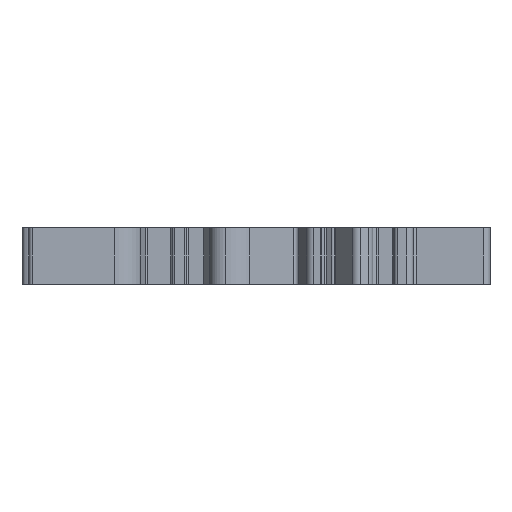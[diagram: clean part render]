
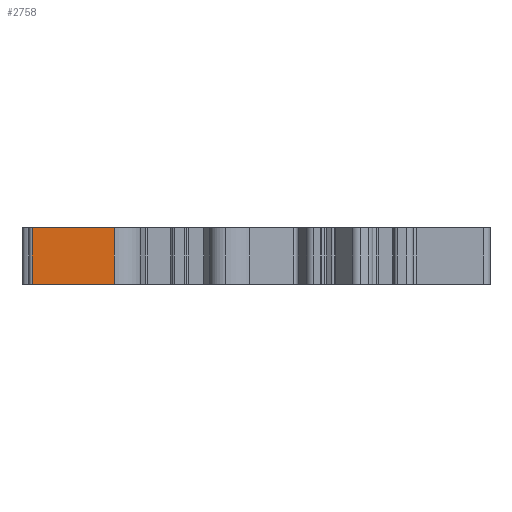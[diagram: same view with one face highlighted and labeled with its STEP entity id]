
A CAD part, front view. The second image highlights one B-rep face of the part: STEP entity #2758.
In plain terms, the highlighted planar face has unit normal (0, -1, 0).
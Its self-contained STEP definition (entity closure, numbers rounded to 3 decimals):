
#206=PLANE('',#9075);
#486=FACE_OUTER_BOUND('',#3430,.T.);
#1024=LINE('',#12461,#1875);
#1267=LINE('',#13275,#2122);
#1268=LINE('',#13279,#2123);
#1269=LINE('',#13281,#2124);
#1875=VECTOR('',#9802,1.);
#2122=VECTOR('',#10451,1.);
#2123=VECTOR('',#10456,1.);
#2124=VECTOR('',#10457,1.);
#2758=ADVANCED_FACE('',(#486),#206,.F.);
#3430=EDGE_LOOP('',(#4422,#4423,#4424,#4425));
#4422=ORIENTED_EDGE('',*,*,#7356,.T.);
#4423=ORIENTED_EDGE('',*,*,#7750,.F.);
#4424=ORIENTED_EDGE('',*,*,#7751,.F.);
#4425=ORIENTED_EDGE('',*,*,#7748,.T.);
#6484=VERTEX_POINT('',#12460);
#6485=VERTEX_POINT('',#12462);
#6807=VERTEX_POINT('',#13276);
#6808=VERTEX_POINT('',#13280);
#7356=EDGE_CURVE('',#6485,#6484,#1024,.T.);
#7748=EDGE_CURVE('',#6807,#6485,#1267,.T.);
#7750=EDGE_CURVE('',#6808,#6484,#1268,.T.);
#7751=EDGE_CURVE('',#6807,#6808,#1269,.T.);
#9075=AXIS2_PLACEMENT_3D('',#13282,#10458,#10459);
#9802=DIRECTION('',(1.,0.,0.));
#10451=DIRECTION('',(0.,0.,-1.));
#10456=DIRECTION('',(0.,0.,-1.));
#10457=DIRECTION('',(1.,0.,0.));
#10458=DIRECTION('',(0.,1.,0.));
#10459=DIRECTION('',(-1.,0.,0.));
#12460=CARTESIAN_POINT('',(108.605,49.811,4.517));
#12461=CARTESIAN_POINT('',(96.869,49.811,4.517));
#12462=CARTESIAN_POINT('',(96.869,49.811,4.517));
#13275=CARTESIAN_POINT('',(96.869,49.811,12.618));
#13276=CARTESIAN_POINT('',(96.869,49.811,12.618));
#13279=CARTESIAN_POINT('',(108.605,49.811,12.618));
#13280=CARTESIAN_POINT('',(108.605,49.811,12.618));
#13281=CARTESIAN_POINT('',(96.869,49.811,12.618));
#13282=CARTESIAN_POINT('',(96.869,49.811,12.618));
